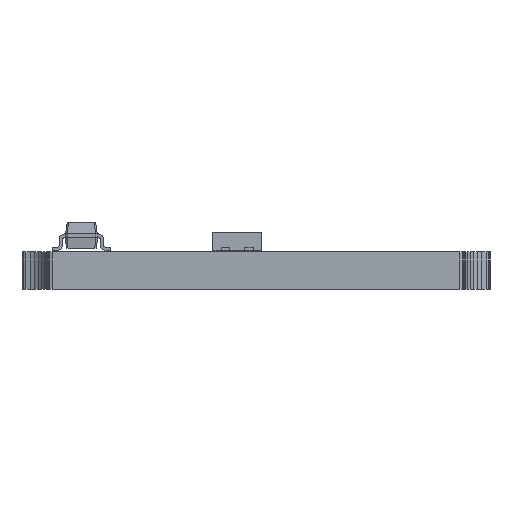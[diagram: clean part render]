
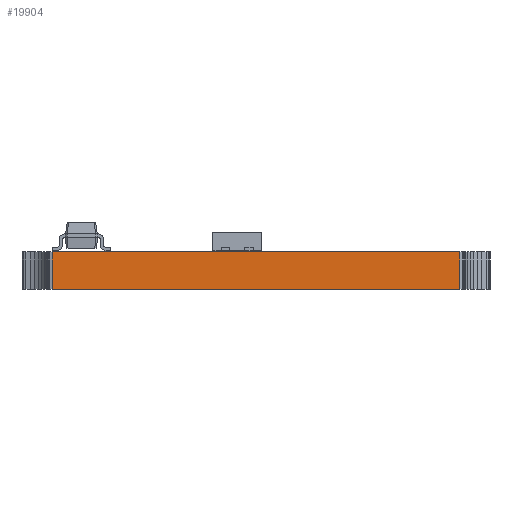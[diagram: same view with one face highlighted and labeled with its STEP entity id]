
A CAD part, left-side view. The second image highlights one B-rep face of the part: STEP entity #19904.
In plain terms, the highlighted planar face has unit normal (-1, 0, 0).
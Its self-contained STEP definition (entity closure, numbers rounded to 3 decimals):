
#11780 = PLANE('',#11781);
#11781 = AXIS2_PLACEMENT_3D('',#11782,#11783,#11784);
#11782 = CARTESIAN_POINT('',(132.79,-93.56,1.6));
#11783 = DIRECTION('',(-0.,-0.,-1.));
#11784 = DIRECTION('',(-1.,0.,0.));
#11834 = PLANE('',#11835);
#11835 = AXIS2_PLACEMENT_3D('',#11836,#11837,#11838);
#11836 = CARTESIAN_POINT('',(132.79,-93.56,0.));
#11837 = DIRECTION('',(-0.,-0.,-1.));
#11838 = DIRECTION('',(-1.,0.,0.));
#13035 = VERTEX_POINT('',#13036);
#13036 = CARTESIAN_POINT('',(122.79,-102.275,0.));
#13050 = PLANE('',#13051);
#13051 = AXIS2_PLACEMENT_3D('',#13052,#13053,#13054);
#13052 = CARTESIAN_POINT('',(122.812,-102.366,0.));
#13053 = DIRECTION('',(-0.972,-0.233,0.));
#13054 = DIRECTION('',(-0.233,0.972,0.));
#13062 = EDGE_CURVE('',#13035,#13063,#13065,.T.);
#13063 = VERTEX_POINT('',#13064);
#13064 = CARTESIAN_POINT('',(122.79,-84.845,0.));
#13065 = SURFACE_CURVE('',#13066,(#13070,#13077),.PCURVE_S1.);
#13066 = LINE('',#13067,#13068);
#13067 = CARTESIAN_POINT('',(122.79,-102.275,0.));
#13068 = VECTOR('',#13069,1.);
#13069 = DIRECTION('',(0.,1.,0.));
#13070 = PCURVE('',#11834,#13071);
#13071 = DEFINITIONAL_REPRESENTATION('',(#13072),#13076);
#13072 = LINE('',#13073,#13074);
#13073 = CARTESIAN_POINT('',(10.,-8.715));
#13074 = VECTOR('',#13075,1.);
#13075 = DIRECTION('',(0.,1.));
#13076 = ( GEOMETRIC_REPRESENTATION_CONTEXT(2) 
PARAMETRIC_REPRESENTATION_CONTEXT() REPRESENTATION_CONTEXT('2D SPACE',''
  ) );
#13077 = PCURVE('',#13078,#13083);
#13078 = PLANE('',#13079);
#13079 = AXIS2_PLACEMENT_3D('',#13080,#13081,#13082);
#13080 = CARTESIAN_POINT('',(122.79,-102.275,0.));
#13081 = DIRECTION('',(-1.,0.,0.));
#13082 = DIRECTION('',(0.,1.,0.));
#13083 = DEFINITIONAL_REPRESENTATION('',(#13084),#13088);
#13084 = LINE('',#13085,#13086);
#13085 = CARTESIAN_POINT('',(0.,0.));
#13086 = VECTOR('',#13087,1.);
#13087 = DIRECTION('',(1.,0.));
#13088 = ( GEOMETRIC_REPRESENTATION_CONTEXT(2) 
PARAMETRIC_REPRESENTATION_CONTEXT() REPRESENTATION_CONTEXT('2D SPACE',''
  ) );
#13106 = PLANE('',#13107);
#13107 = AXIS2_PLACEMENT_3D('',#13108,#13109,#13110);
#13108 = CARTESIAN_POINT('',(122.79,-84.845,0.));
#13109 = DIRECTION('',(-0.972,0.234,0.));
#13110 = DIRECTION('',(0.234,0.972,0.));
#16773 = VERTEX_POINT('',#16774);
#16774 = CARTESIAN_POINT('',(122.79,-102.275,1.6));
#16795 = EDGE_CURVE('',#16773,#16796,#16798,.T.);
#16796 = VERTEX_POINT('',#16797);
#16797 = CARTESIAN_POINT('',(122.79,-84.845,1.6));
#16798 = SURFACE_CURVE('',#16799,(#16803,#16810),.PCURVE_S1.);
#16799 = LINE('',#16800,#16801);
#16800 = CARTESIAN_POINT('',(122.79,-102.275,1.6));
#16801 = VECTOR('',#16802,1.);
#16802 = DIRECTION('',(0.,1.,0.));
#16803 = PCURVE('',#11780,#16804);
#16804 = DEFINITIONAL_REPRESENTATION('',(#16805),#16809);
#16805 = LINE('',#16806,#16807);
#16806 = CARTESIAN_POINT('',(10.,-8.715));
#16807 = VECTOR('',#16808,1.);
#16808 = DIRECTION('',(0.,1.));
#16809 = ( GEOMETRIC_REPRESENTATION_CONTEXT(2) 
PARAMETRIC_REPRESENTATION_CONTEXT() REPRESENTATION_CONTEXT('2D SPACE',''
  ) );
#16810 = PCURVE('',#13078,#16811);
#16811 = DEFINITIONAL_REPRESENTATION('',(#16812),#16816);
#16812 = LINE('',#16813,#16814);
#16813 = CARTESIAN_POINT('',(0.,-1.6));
#16814 = VECTOR('',#16815,1.);
#16815 = DIRECTION('',(1.,0.));
#16816 = ( GEOMETRIC_REPRESENTATION_CONTEXT(2) 
PARAMETRIC_REPRESENTATION_CONTEXT() REPRESENTATION_CONTEXT('2D SPACE',''
  ) );
#19854 = EDGE_CURVE('',#13063,#16796,#19855,.T.);
#19855 = SURFACE_CURVE('',#19856,(#19860,#19867),.PCURVE_S1.);
#19856 = LINE('',#19857,#19858);
#19857 = CARTESIAN_POINT('',(122.79,-84.845,0.));
#19858 = VECTOR('',#19859,1.);
#19859 = DIRECTION('',(0.,0.,1.));
#19860 = PCURVE('',#13106,#19861);
#19861 = DEFINITIONAL_REPRESENTATION('',(#19862),#19866);
#19862 = LINE('',#19863,#19864);
#19863 = CARTESIAN_POINT('',(0.,0.));
#19864 = VECTOR('',#19865,1.);
#19865 = DIRECTION('',(0.,-1.));
#19866 = ( GEOMETRIC_REPRESENTATION_CONTEXT(2) 
PARAMETRIC_REPRESENTATION_CONTEXT() REPRESENTATION_CONTEXT('2D SPACE',''
  ) );
#19867 = PCURVE('',#13078,#19868);
#19868 = DEFINITIONAL_REPRESENTATION('',(#19869),#19873);
#19869 = LINE('',#19870,#19871);
#19870 = CARTESIAN_POINT('',(17.431,0.));
#19871 = VECTOR('',#19872,1.);
#19872 = DIRECTION('',(0.,-1.));
#19873 = ( GEOMETRIC_REPRESENTATION_CONTEXT(2) 
PARAMETRIC_REPRESENTATION_CONTEXT() REPRESENTATION_CONTEXT('2D SPACE',''
  ) );
#19904 = ADVANCED_FACE('',(#19905),#13078,.T.);
#19905 = FACE_BOUND('',#19906,.T.);
#19906 = EDGE_LOOP('',(#19907,#19928,#19929,#19930));
#19907 = ORIENTED_EDGE('',*,*,#19908,.T.);
#19908 = EDGE_CURVE('',#13035,#16773,#19909,.T.);
#19909 = SURFACE_CURVE('',#19910,(#19914,#19921),.PCURVE_S1.);
#19910 = LINE('',#19911,#19912);
#19911 = CARTESIAN_POINT('',(122.79,-102.275,0.));
#19912 = VECTOR('',#19913,1.);
#19913 = DIRECTION('',(0.,0.,1.));
#19914 = PCURVE('',#13078,#19915);
#19915 = DEFINITIONAL_REPRESENTATION('',(#19916),#19920);
#19916 = LINE('',#19917,#19918);
#19917 = CARTESIAN_POINT('',(0.,0.));
#19918 = VECTOR('',#19919,1.);
#19919 = DIRECTION('',(0.,-1.));
#19920 = ( GEOMETRIC_REPRESENTATION_CONTEXT(2) 
PARAMETRIC_REPRESENTATION_CONTEXT() REPRESENTATION_CONTEXT('2D SPACE',''
  ) );
#19921 = PCURVE('',#13050,#19922);
#19922 = DEFINITIONAL_REPRESENTATION('',(#19923),#19927);
#19923 = LINE('',#19924,#19925);
#19924 = CARTESIAN_POINT('',(0.094,0.));
#19925 = VECTOR('',#19926,1.);
#19926 = DIRECTION('',(0.,-1.));
#19927 = ( GEOMETRIC_REPRESENTATION_CONTEXT(2) 
PARAMETRIC_REPRESENTATION_CONTEXT() REPRESENTATION_CONTEXT('2D SPACE',''
  ) );
#19928 = ORIENTED_EDGE('',*,*,#16795,.T.);
#19929 = ORIENTED_EDGE('',*,*,#19854,.F.);
#19930 = ORIENTED_EDGE('',*,*,#13062,.F.);
